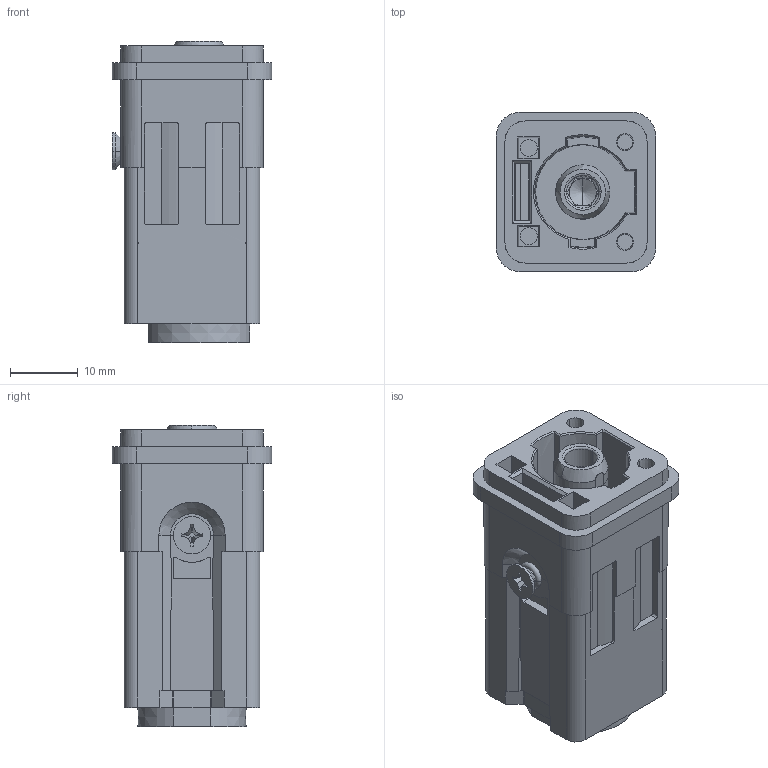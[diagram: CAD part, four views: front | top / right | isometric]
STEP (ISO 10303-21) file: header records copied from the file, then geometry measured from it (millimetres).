
FILE_DESCRIPTION((''),'2;1');
FILE_NAME('PRT0008','2024-01-02T',('lj.zou'),(''),'PRO/ENGINEER BY PARAMETRIC TECHNOLOGY CORPORATION, 2012480','PRO/ENGINEER BY PARAMETRIC TECHNOLOGY CORPORATION, 2012480','');
FILE_SCHEMA(('CONFIG_CONTROL_DESIGN'));
Length unit declared in the file: millimetre
Products named in the file (1): PRT0008
Bounding box: 23.5 x 23.5 x 44.4 mm (x, y, z)
Volume: 12367.4 mm3; surface area: 8284.7 mm2
Topology: 1 solids, 1 shells, 331 faces, 947 edges, 635 vertices
Faces by surface type: plane 180, cone 68, cylinder 60, torus 19, bspline 4
Entity records: 11713 total; most frequent: CARTESIAN_POINT 2951, ORIENTED_EDGE 1886, DIRECTION 1784, EDGE_CURVE 943, VERTEX_POINT 635, AXIS2_PLACEMENT_3D 623, VECTOR 538, LINE 538
